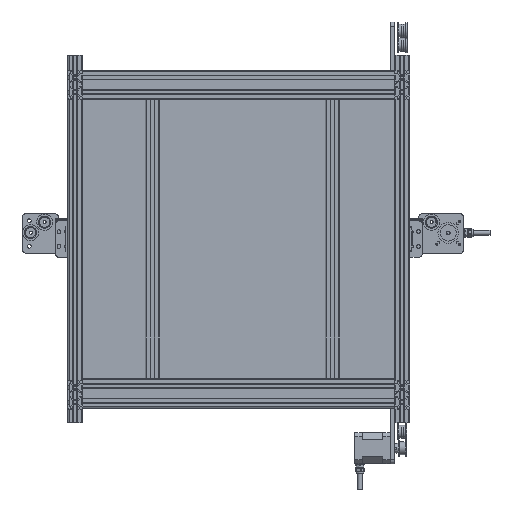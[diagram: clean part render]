
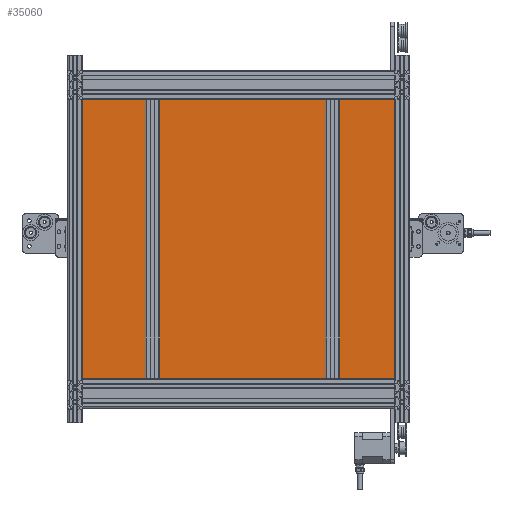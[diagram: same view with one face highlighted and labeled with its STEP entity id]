
A CAD part, front view. The second image highlights one B-rep face of the part: STEP entity #35060.
In plain terms, the highlighted planar face has unit normal (0, -1, 0).
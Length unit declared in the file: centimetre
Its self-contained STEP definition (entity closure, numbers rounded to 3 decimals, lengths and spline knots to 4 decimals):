
#1441=PLANE('',#37728);
#2728=FACE_OUTER_BOUND('',#4787,.T.);
#4787=EDGE_LOOP('',(#26106,#26107,#26108,#26109));
#7394=LINE('',#54916,#10352);
#7400=LINE('',#54928,#10358);
#7401=LINE('',#54930,#10359);
#7402=LINE('',#54931,#10360);
#10352=VECTOR('',#44290,1.);
#10358=VECTOR('',#44300,1.);
#10359=VECTOR('',#44301,1.);
#10360=VECTOR('',#44302,1.);
#15290=VERTEX_POINT('',#54913);
#15291=VERTEX_POINT('',#54915);
#15295=VERTEX_POINT('',#54927);
#15296=VERTEX_POINT('',#54929);
#19259=EDGE_CURVE('',#15291,#15290,#7394,.T.);
#19265=EDGE_CURVE('',#15295,#15291,#7400,.F.);
#19266=EDGE_CURVE('',#15290,#15296,#7401,.F.);
#19267=EDGE_CURVE('',#15296,#15295,#7402,.T.);
#26106=ORIENTED_EDGE('',*,*,#19265,.T.);
#26107=ORIENTED_EDGE('',*,*,#19259,.T.);
#26108=ORIENTED_EDGE('',*,*,#19266,.T.);
#26109=ORIENTED_EDGE('',*,*,#19267,.T.);
#35060=ADVANCED_FACE('',(#2728),#1441,.F.);
#37728=AXIS2_PLACEMENT_3D('',#54926,#44298,#44299);
#44290=DIRECTION('',(0.,0.,-1.));
#44298=DIRECTION('center_axis',(0.,1.,0.));
#44299=DIRECTION('ref_axis',(0.,0.,1.));
#44300=DIRECTION('',(1.,0.,0.));
#44301=DIRECTION('',(-1.,0.,0.));
#44302=DIRECTION('',(0.,0.,1.));
#54913=CARTESIAN_POINT('',(-38.4847,-1.,-53.));
#54915=CARTESIAN_POINT('',(-38.4847,-1.,-7.));
#54916=CARTESIAN_POINT('',(-38.4847,-1.,-30.2129));
#54926=CARTESIAN_POINT('Origin',(-17.2347,-1.,-30.2129));
#54927=CARTESIAN_POINT('',(4.0153,-1.,-7.));
#54928=CARTESIAN_POINT('',(-17.2347,-1.,-7.));
#54929=CARTESIAN_POINT('',(4.0153,-1.,-53.));
#54930=CARTESIAN_POINT('',(-17.2347,-1.,-53.));
#54931=CARTESIAN_POINT('',(4.0153,-1.,-30.2129));
